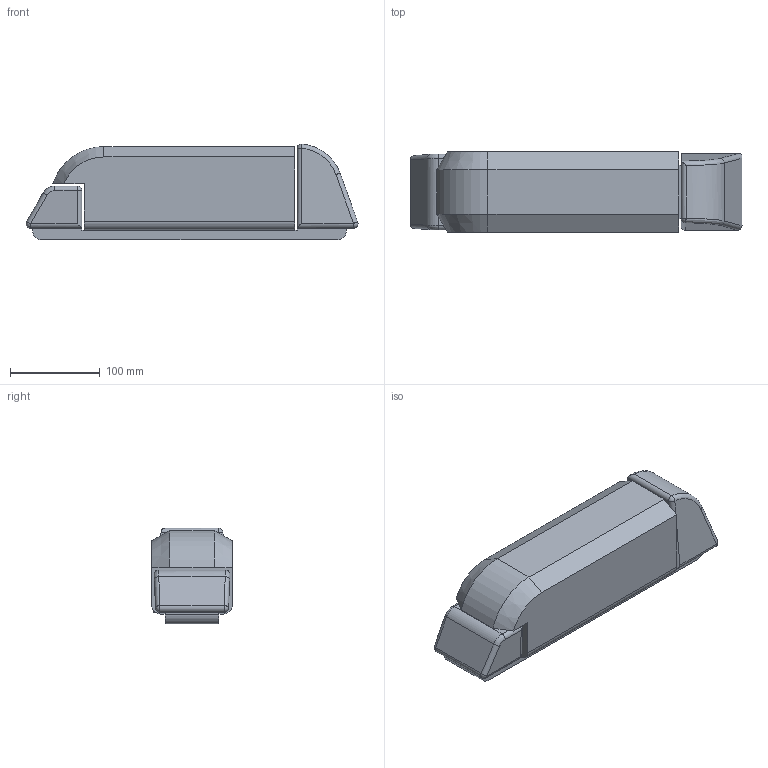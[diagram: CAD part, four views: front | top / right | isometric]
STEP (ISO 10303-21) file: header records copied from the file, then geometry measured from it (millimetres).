
FILE_DESCRIPTION (( 'STEP AP203' ), '1' );
FILE_NAME ('Battery_Default_sldprt.STEP', '2022-09-02T14:23:54', ( '' ), ( '' ), 'SwSTEP 2.0', 'SolidWorks 2021', '' );
FILE_SCHEMA (( 'CONFIG_CONTROL_DESIGN' ));
Length unit declared in the file: millimetre
Products named in the file (1): Battery_Default_sldprt
Bounding box: 370.24 x 90 x 106.81 mm (x, y, z)
Volume: 2775857.2 mm3; surface area: 161987.9 mm2
Topology: 1 solids, 1 shells, 63 faces, 159 edges, 95 vertices
Faces by surface type: plane 28, cylinder 23, sphere 6, bspline 4, cone 2
Entity records: 2027 total; most frequent: CARTESIAN_POINT 527, ORIENTED_EDGE 306, DIRECTION 290, EDGE_CURVE 153, AXIS2_PLACEMENT_3D 97, VECTOR 96, LINE 96, VERTEX_POINT 92
